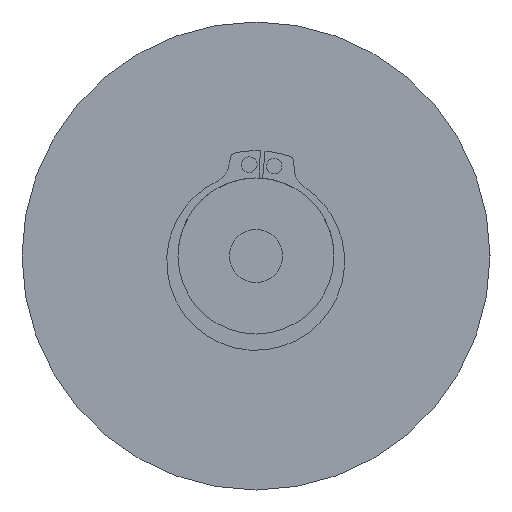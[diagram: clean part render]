
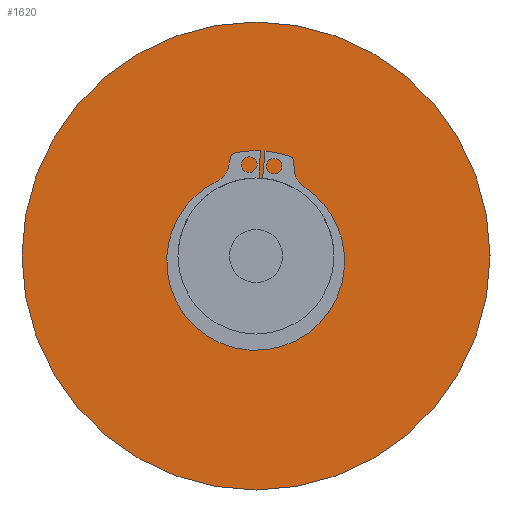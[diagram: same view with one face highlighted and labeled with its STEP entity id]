
A CAD part, left-side view. The second image highlights one B-rep face of the part: STEP entity #1620.
In plain terms, the highlighted planar face has unit normal (-1, 0, 0).
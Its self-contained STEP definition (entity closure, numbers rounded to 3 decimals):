
#78 = PLANE ( 'NONE',  #571 ) ;
#270 = CARTESIAN_POINT ( 'NONE',  ( -281.716, 132.184, 0. ) ) ;
#330 = DIRECTION ( 'NONE',  ( 1., 0., 0. ) ) ;
#335 = AXIS2_PLACEMENT_3D ( 'NONE', #270, #1068, #1607 ) ;
#344 = FACE_BOUND ( 'NONE', #737, .T. ) ;
#370 = AXIS2_PLACEMENT_3D ( 'NONE', #1246, #974, #992 ) ;
#466 = EDGE_CURVE ( 'NONE', #1208, #1447, #782, .T. ) ;
#474 = ORIENTED_EDGE ( 'NONE', *, *, #466, .T. ) ;
#571 = AXIS2_PLACEMENT_3D ( 'NONE', #1283, #608, #1018 ) ;
#608 = DIRECTION ( 'NONE',  ( 1., 0., 0. ) ) ;
#737 = EDGE_LOOP ( 'NONE', ( #474, #823 ) ) ;
#740 = FACE_OUTER_BOUND ( 'NONE', #961, .T. ) ;
#761 = CARTESIAN_POINT ( 'NONE',  ( -281.716, 142.184, 0. ) ) ;
#782 = CIRCLE ( 'NONE', #1124, 10. ) ;
#820 = ORIENTED_EDGE ( 'NONE', *, *, #1457, .F. ) ;
#823 = ORIENTED_EDGE ( 'NONE', *, *, #1035, .T. ) ;
#851 = DIRECTION ( 'NONE',  ( 0., 0., -1. ) ) ;
#853 = CIRCLE ( 'NONE', #335, 10. ) ;
#896 = VERTEX_POINT ( 'NONE', #1290 ) ;
#961 = EDGE_LOOP ( 'NONE', ( #820 ) ) ;
#974 = DIRECTION ( 'NONE',  ( 1., 0., 0. ) ) ;
#992 = DIRECTION ( 'NONE',  ( 0., 0., 1. ) ) ;
#1018 = DIRECTION ( 'NONE',  ( 0., 1., 0. ) ) ;
#1035 = EDGE_CURVE ( 'NONE', #1447, #1208, #853, .T. ) ;
#1068 = DIRECTION ( 'NONE',  ( 1., 0., 0. ) ) ;
#1124 = AXIS2_PLACEMENT_3D ( 'NONE', #1531, #330, #851 ) ;
#1208 = VERTEX_POINT ( 'NONE', #761 ) ;
#1246 = CARTESIAN_POINT ( 'NONE',  ( -281.716, 132.184, 0. ) ) ;
#1283 = CARTESIAN_POINT ( 'NONE',  ( -281.716, 159.184, 0. ) ) ;
#1290 = CARTESIAN_POINT ( 'NONE',  ( -281.716, 132.184, 30. ) ) ;
#1379 = CIRCLE ( 'NONE', #370, 30. ) ;
#1447 = VERTEX_POINT ( 'NONE', #1667 ) ;
#1457 = EDGE_CURVE ( 'NONE', #896, #896, #1379, .T. ) ;
#1531 = CARTESIAN_POINT ( 'NONE',  ( -281.716, 132.184, 0. ) ) ;
#1607 = DIRECTION ( 'NONE',  ( 0., 0., -1. ) ) ;
#1620 = ADVANCED_FACE ( 'NONE', ( #740, #344 ), #78, .F. ) ;
#1667 = CARTESIAN_POINT ( 'NONE',  ( -281.716, 122.184, 0. ) ) ;
